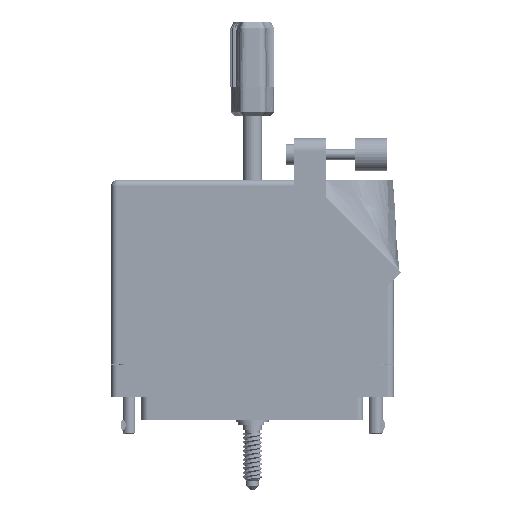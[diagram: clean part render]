
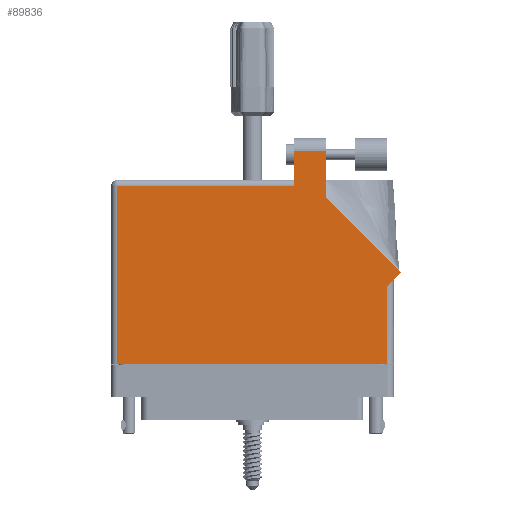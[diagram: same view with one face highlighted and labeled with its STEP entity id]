
A CAD part, front view. The second image highlights one B-rep face of the part: STEP entity #89836.
In plain terms, the highlighted face is planar.
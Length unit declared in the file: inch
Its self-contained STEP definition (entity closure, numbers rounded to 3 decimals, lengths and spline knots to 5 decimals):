
#2267 = EDGE_LOOP ( 'NONE', ( #28108, #30527, #9036, #77427, #17554, #8122, #16162, #74682, #49082 ) ) ;
#4937 = EDGE_CURVE ( 'NONE', #42352, #15427, #19763, .T. ) ;
#5715 = LINE ( 'NONE', #87146, #31541 ) ;
#7973 = LINE ( 'NONE', #57344, #65368 ) ;
#8122 = ORIENTED_EDGE ( 'NONE', *, *, #24253, .T. ) ;
#8907 = CARTESIAN_POINT ( 'NONE',  ( 1.297, 0.715, 0.617 ) ) ;
#9036 = ORIENTED_EDGE ( 'NONE', *, *, #31001, .T. ) ;
#10628 = CARTESIAN_POINT ( 'NONE',  ( 0.706, 1.95, 0.617 ) ) ;
#15427 = VERTEX_POINT ( 'NONE', #66370 ) ;
#16162 = ORIENTED_EDGE ( 'NONE', *, *, #94384, .T. ) ;
#17554 = ORIENTED_EDGE ( 'NONE', *, *, #34428, .T. ) ;
#17660 = DIRECTION ( 'NONE',  ( 0., 0., -1. ) ) ;
#18844 = DIRECTION ( 'NONE',  ( 0., -1., 0. ) ) ;
#19763 = LINE ( 'NONE', #65552, #86527 ) ;
#24253 = EDGE_CURVE ( 'NONE', #68010, #31192, #5715, .T. ) ;
#24502 = LINE ( 'NONE', #93451, #84158 ) ;
#24885 = CARTESIAN_POINT ( 'NONE',  ( 0.399, 1.613, 0.617 ) ) ;
#25571 = CARTESIAN_POINT ( 'NONE',  ( -1.359, 1.675, 0.617 ) ) ;
#26431 = VERTEX_POINT ( 'NONE', #10628 ) ;
#28108 = ORIENTED_EDGE ( 'NONE', *, *, #56582, .T. ) ;
#30527 = ORIENTED_EDGE ( 'NONE', *, *, #53308, .T. ) ;
#31001 = EDGE_CURVE ( 'NONE', #58163, #42352, #84627, .T. ) ;
#31192 = VERTEX_POINT ( 'NONE', #73845 ) ;
#31541 = VECTOR ( 'NONE', #79006, 39.37008 ) ;
#34261 = CARTESIAN_POINT ( 'NONE',  ( 1.42971, 0.78571, 0.617 ) ) ;
#34428 = EDGE_CURVE ( 'NONE', #15427, #68010, #24502, .T. ) ;
#34889 = DIRECTION ( 'NONE',  ( 0., 1., 0. ) ) ;
#35718 = EDGE_CURVE ( 'NONE', #45675, #83599, #7973, .T. ) ;
#37820 = DIRECTION ( 'NONE',  ( -1., 0., 0. ) ) ;
#39254 = CARTESIAN_POINT ( 'NONE',  ( 0.706, 1.50942, 0.617 ) ) ;
#42352 = VERTEX_POINT ( 'NONE', #24885 ) ;
#43181 = CARTESIAN_POINT ( 'NONE',  ( -1.297, -0.1, 0.617 ) ) ;
#44540 = CARTESIAN_POINT ( 'NONE',  ( 1.42971, 0.78571, 0.617 ) ) ;
#45675 = VERTEX_POINT ( 'NONE', #75813 ) ;
#46767 = CARTESIAN_POINT ( 'NONE',  ( 0.399, 1.95, 0.617 ) ) ;
#49082 = ORIENTED_EDGE ( 'NONE', *, *, #92185, .T. ) ;
#53308 = EDGE_CURVE ( 'NONE', #26431, #58163, #57751, .T. ) ;
#53881 = CARTESIAN_POINT ( 'NONE',  ( 0.399, 1.95, 0.617 ) ) ;
#55337 = PLANE ( 'NONE',  #83954 ) ;
#56582 = EDGE_CURVE ( 'NONE', #60785, #26431, #91230, .T. ) ;
#57344 = CARTESIAN_POINT ( 'NONE',  ( 1.359, 0.715, 0.617 ) ) ;
#57751 = LINE ( 'NONE', #53881, #94058 ) ;
#58152 = FACE_OUTER_BOUND ( 'NONE', #2267, .T. ) ;
#58163 = VERTEX_POINT ( 'NONE', #46767 ) ;
#59823 = CARTESIAN_POINT ( 'NONE',  ( 0.399, 1.675, 0.617 ) ) ;
#60103 = VECTOR ( 'NONE', #66721, 39.37008 ) ;
#60785 = VERTEX_POINT ( 'NONE', #39254 ) ;
#61279 = DIRECTION ( 'NONE',  ( 0., 1., 0. ) ) ;
#65368 = VECTOR ( 'NONE', #86776, 39.37008 ) ;
#65552 = CARTESIAN_POINT ( 'NONE',  ( -1.359, 1.613, 0.617 ) ) ;
#66370 = CARTESIAN_POINT ( 'NONE',  ( -1.297, 1.613, 0.617 ) ) ;
#66721 = DIRECTION ( 'NONE',  ( 0., -1., 0. ) ) ;
#68010 = VERTEX_POINT ( 'NONE', #43181 ) ;
#68053 = LINE ( 'NONE', #8907, #85567 ) ;
#70594 = VECTOR ( 'NONE', #96808, 39.37008 ) ;
#70729 = DIRECTION ( 'NONE',  ( -1., 0., 0. ) ) ;
#72232 = CARTESIAN_POINT ( 'NONE',  ( 0.706, 1.50942, 0.617 ) ) ;
#73056 = DIRECTION ( 'NONE',  ( -1., 0., 0. ) ) ;
#73845 = CARTESIAN_POINT ( 'NONE',  ( 1.297, -0.1, 0.617 ) ) ;
#74682 = ORIENTED_EDGE ( 'NONE', *, *, #35718, .T. ) ;
#75813 = CARTESIAN_POINT ( 'NONE',  ( 1.297, 0.653, 0.617 ) ) ;
#77427 = ORIENTED_EDGE ( 'NONE', *, *, #4937, .T. ) ;
#79006 = DIRECTION ( 'NONE',  ( 1., 0., 0. ) ) ;
#83599 = VERTEX_POINT ( 'NONE', #34261 ) ;
#83954 = AXIS2_PLACEMENT_3D ( 'NONE', #25571, #17660, #70729 ) ;
#84158 = VECTOR ( 'NONE', #18844, 39.37008 ) ;
#84627 = LINE ( 'NONE', #59823, #60103 ) ;
#85567 = VECTOR ( 'NONE', #61279, 39.37008 ) ;
#86527 = VECTOR ( 'NONE', #73056, 39.37008 ) ;
#86776 = DIRECTION ( 'NONE',  ( 0.707, 0.707, 0. ) ) ;
#87146 = CARTESIAN_POINT ( 'NONE',  ( -1.359, -0.1, 0.617 ) ) ;
#88940 = VECTOR ( 'NONE', #34889, 39.37008 ) ;
#89836 = ADVANCED_FACE ( 'NONE', ( #58152 ), #55337, .F. ) ;
#90454 = LINE ( 'NONE', #44540, #70594 ) ;
#91230 = LINE ( 'NONE', #72232, #88940 ) ;
#92185 = EDGE_CURVE ( 'NONE', #83599, #60785, #90454, .T. ) ;
#93451 = CARTESIAN_POINT ( 'NONE',  ( -1.297, -0.1, 0.617 ) ) ;
#94058 = VECTOR ( 'NONE', #37820, 39.37008 ) ;
#94384 = EDGE_CURVE ( 'NONE', #31192, #45675, #68053, .T. ) ;
#96808 = DIRECTION ( 'NONE',  ( -0.707, 0.707, 0. ) ) ;
